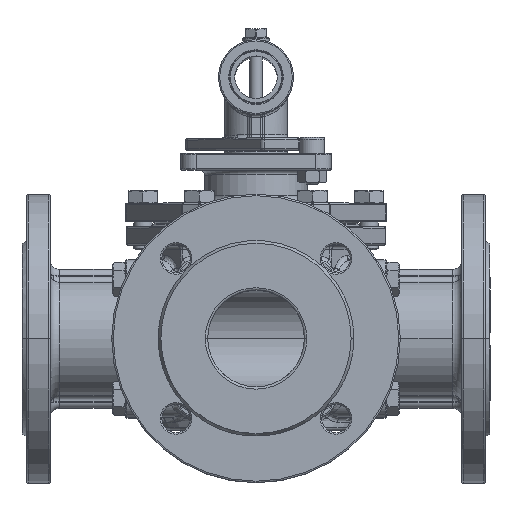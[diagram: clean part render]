
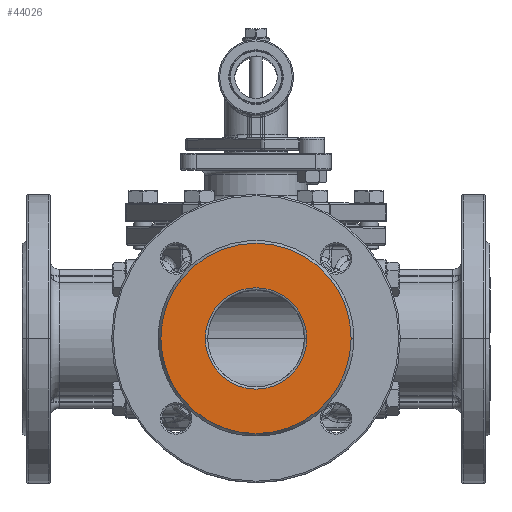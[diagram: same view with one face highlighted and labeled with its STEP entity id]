
A CAD part, top view. The second image highlights one B-rep face of the part: STEP entity #44026.
In plain terms, the highlighted planar face has unit normal (0, 0, 1).
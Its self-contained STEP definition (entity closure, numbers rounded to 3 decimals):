
#1681 = CIRCLE ( 'NONE', #29645, 32.5 ) ;
#3470 = EDGE_CURVE ( 'NONE', #36587, #36549, #25569, .T. ) ;
#3723 = EDGE_CURVE ( 'NONE', #36485, #36543, #1681, .T. ) ;
#10423 = CARTESIAN_POINT ( 'NONE',  ( 0., 0., 150. ) ) ;
#10424 = DIRECTION ( 'NONE',  ( 0., 0., -1. ) ) ;
#10426 = DIRECTION ( 'NONE',  ( -1., 0., 0. ) ) ;
#18088 = CARTESIAN_POINT ( 'NONE',  ( 0., 0., 150. ) ) ;
#18089 = DIRECTION ( 'NONE',  ( 0., 0., -1. ) ) ;
#18090 = DIRECTION ( 'NONE',  ( -1., 0., 0. ) ) ;
#21187 = EDGE_LOOP ( 'NONE', ( #59803, #59804 ) ) ;
#21587 = EDGE_LOOP ( 'NONE', ( #59807, #59809 ) ) ;
#22111 = AXIS2_PLACEMENT_3D ( 'NONE', #76254, #76255, #76256 ) ;
#25569 = CIRCLE ( 'NONE', #29504, 61. ) ;
#29504 = AXIS2_PLACEMENT_3D ( 'NONE', #18088, #18089, #18090 ) ;
#29645 = AXIS2_PLACEMENT_3D ( 'NONE', #10423, #10424, #10426 ) ;
#36485 = VERTEX_POINT ( 'NONE', #79357 ) ;
#36543 = VERTEX_POINT ( 'NONE', #79403 ) ;
#36549 = VERTEX_POINT ( 'NONE', #79406 ) ;
#36587 = VERTEX_POINT ( 'NONE', #79439 ) ;
#44026 = ADVANCED_FACE ( 'NONE', ( #61192, #61196 ), #76247, .F. ) ;
#58551 = CIRCLE ( 'NONE', #70206, 61. ) ;
#58555 = CIRCLE ( 'NONE', #70207, 32.5 ) ;
#59803 = ORIENTED_EDGE ( 'NONE', *, *, #3723, .T. ) ;
#59804 = ORIENTED_EDGE ( 'NONE', *, *, #62892, .T. ) ;
#59807 = ORIENTED_EDGE ( 'NONE', *, *, #3470, .F. ) ;
#59809 = ORIENTED_EDGE ( 'NONE', *, *, #62891, .F. ) ;
#61192 = FACE_BOUND ( 'NONE', #21187, .T. ) ;
#61196 = FACE_OUTER_BOUND ( 'NONE', #21587, .T. ) ;
#62891 = EDGE_CURVE ( 'NONE', #36549, #36587, #58551, .T. ) ;
#62892 = EDGE_CURVE ( 'NONE', #36543, #36485, #58555, .T. ) ;
#64767 = CARTESIAN_POINT ( 'NONE',  ( 0., 0., 150. ) ) ;
#64768 = DIRECTION ( 'NONE',  ( 0., 0., -1. ) ) ;
#64769 = DIRECTION ( 'NONE',  ( -1., 0., 0. ) ) ;
#64771 = CARTESIAN_POINT ( 'NONE',  ( 0., 0., 150. ) ) ;
#64772 = DIRECTION ( 'NONE',  ( 0., 0., -1. ) ) ;
#64773 = DIRECTION ( 'NONE',  ( -1., 0., 0. ) ) ;
#70206 = AXIS2_PLACEMENT_3D ( 'NONE', #64767, #64768, #64769 ) ;
#70207 = AXIS2_PLACEMENT_3D ( 'NONE', #64771, #64772, #64773 ) ;
#76247 = PLANE ( 'NONE',  #22111 ) ;
#76254 = CARTESIAN_POINT ( 'NONE',  ( 0., 61., 150. ) ) ;
#76255 = DIRECTION ( 'NONE',  ( 0., 0., -1. ) ) ;
#76256 = DIRECTION ( 'NONE',  ( -1., 0., 0. ) ) ;
#79357 = CARTESIAN_POINT ( 'NONE',  ( -32.5, 0., 150. ) ) ;
#79403 = CARTESIAN_POINT ( 'NONE',  ( 32.5, 0., 150. ) ) ;
#79406 = CARTESIAN_POINT ( 'NONE',  ( 61., 0., 150. ) ) ;
#79439 = CARTESIAN_POINT ( 'NONE',  ( -61., 0., 150. ) ) ;
